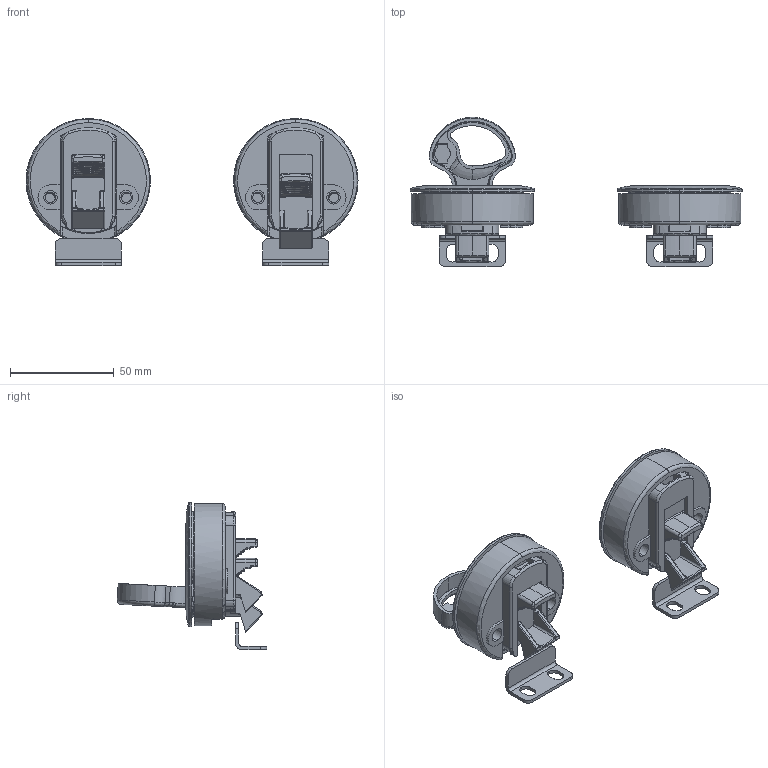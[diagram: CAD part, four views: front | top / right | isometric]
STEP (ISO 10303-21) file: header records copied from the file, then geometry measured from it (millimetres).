
FILE_DESCRIPTION (( 'STEP AP214' ), '1' );
FILE_NAME ('03324 Slam Latch Round Black Keyed 60mm.STEP', '2026-01-06T01:29:48', ( '' ), ( '' ), 'SwSTEP 2.0', 'SolidWorks 2025', '' );
FILE_SCHEMA (( 'AUTOMOTIVE_DESIGN' ));
Length unit declared in the file: millimetre
Products named in the file (6): 03324 Slam Latch Round Black Keyed 60mm striker.; 03324 Slam Latch Round Black Keyed 60mm; 03324 Slam Latch Round Black Keyed 60mm_3; 03324 Slam Latch Round Black Keyed 60mm back plate; 03324 Slam Latch Round Black Keyed 60mm_2; 03324 Slam Latch Round Black Keyed 60mm_1
Assembly tree (10 placements, depth 2):
  03324 Slam Latch Round Black Keyed 60mm
    03324 Slam Latch Round Black Keyed 60mm_1  x2
    03324 Slam Latch Round Black Keyed 60mm_2  x2
    03324 Slam Latch Round Black Keyed 60mm_3  x2
    03324 Slam Latch Round Black Keyed 60mm striker.  x2
    03324 Slam Latch Round Black Keyed 60mm back plate  x2
Bounding box: 160 x 71.97 x 70.87 mm (x, y, z)
Volume: 71663.2 mm3; surface area: 61615.9 mm2
Topology: 14 solids, 14 shells, 1134 faces, 2872 edges, 1728 vertices
Faces by surface type: cylinder 384, plane 254, bspline 242, torus 198, sphere 48, cone 8
Entity records: 20799 total; most frequent: CARTESIAN_POINT 7617, ORIENTED_EDGE 2844, DIRECTION 2669, EDGE_CURVE 1422, AXIS2_PLACEMENT_3D 1095, VERTEX_POINT 862, CIRCLE 636, EDGE_LOOP 586
